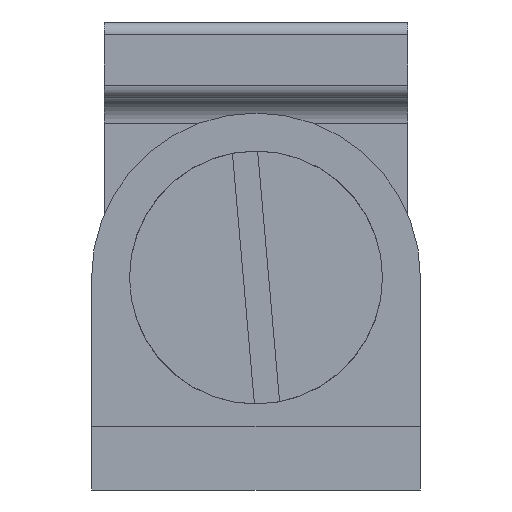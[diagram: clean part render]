
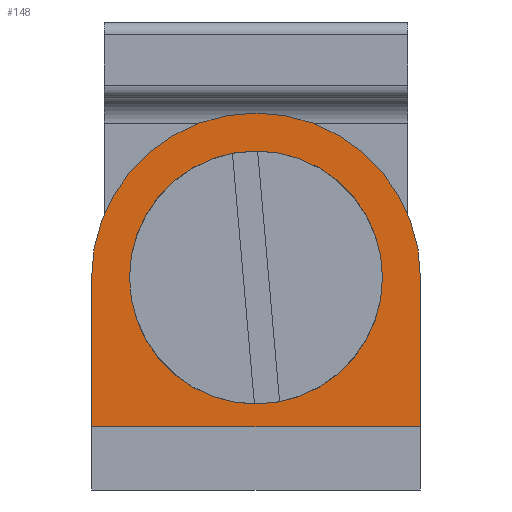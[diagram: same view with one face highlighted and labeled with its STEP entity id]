
A CAD part, front view. The second image highlights one B-rep face of the part: STEP entity #148.
In plain terms, the highlighted planar face has unit normal (0, -1, 0).
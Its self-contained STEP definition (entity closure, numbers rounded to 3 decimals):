
#148 = ADVANCED_FACE( '', ( #322, #323 ), #324, .F. );
#322 = FACE_BOUND( '', #542, .T. );
#323 = FACE_OUTER_BOUND( '', #543, .T. );
#324 = PLANE( '', #544 );
#542 = EDGE_LOOP( '', ( #803 ) );
#543 = EDGE_LOOP( '', ( #804, #805, #806, #807 ) );
#544 = AXIS2_PLACEMENT_3D( '', #808, #809, #810 );
#803 = ORIENTED_EDGE( '', *, *, #1286, .F. );
#804 = ORIENTED_EDGE( '', *, *, #1287, .F. );
#805 = ORIENTED_EDGE( '', *, *, #1288, .T. );
#806 = ORIENTED_EDGE( '', *, *, #1235, .T. );
#807 = ORIENTED_EDGE( '', *, *, #1289, .F. );
#808 = CARTESIAN_POINT( '', ( 6.5, 10.7, 14.9 ) );
#809 = DIRECTION( '', ( 0., 1., 0. ) );
#810 = DIRECTION( '', ( 0., 0., 1. ) );
#1235 = EDGE_CURVE( '', #1440, #1441, #1442, .T. );
#1286 = EDGE_CURVE( '', #1529, #1529, #1530, .T. );
#1287 = EDGE_CURVE( '', #1531, #1532, #1533, .T. );
#1288 = EDGE_CURVE( '', #1531, #1440, #1534, .F. );
#1289 = EDGE_CURVE( '', #1532, #1441, #1535, .T. );
#1440 = VERTEX_POINT( '', #1740 );
#1441 = VERTEX_POINT( '', #1741 );
#1442 = LINE( '', #1742, #1743 );
#1529 = VERTEX_POINT( '', #1856 );
#1530 = CIRCLE( '', #1857, 5. );
#1531 = VERTEX_POINT( '', #1858 );
#1532 = VERTEX_POINT( '', #1859 );
#1533 = LINE( '', #1860, #1861 );
#1534 = CIRCLE( '', #1862, 6.5 );
#1535 = LINE( '', #1863, #1864 );
#1740 = CARTESIAN_POINT( '', ( -6.5, 10.7, 8.4 ) );
#1741 = CARTESIAN_POINT( '', ( -6.5, 10.7, 2.5 ) );
#1742 = CARTESIAN_POINT( '', ( -6.5, 10.7, 14.9 ) );
#1743 = VECTOR( '', #2113, 1000. );
#1856 = CARTESIAN_POINT( '', ( 0., 10.7, 3.4 ) );
#1857 = AXIS2_PLACEMENT_3D( '', #2182, #2183, #2184 );
#1858 = CARTESIAN_POINT( '', ( 6.5, 10.7, 8.4 ) );
#1859 = CARTESIAN_POINT( '', ( 6.5, 10.7, 2.5 ) );
#1860 = CARTESIAN_POINT( '', ( 6.5, 10.7, 14.9 ) );
#1861 = VECTOR( '', #2185, 1000. );
#1862 = AXIS2_PLACEMENT_3D( '', #2186, #2187, #2188 );
#1863 = CARTESIAN_POINT( '', ( 6.5, 10.7, 2.5 ) );
#1864 = VECTOR( '', #2189, 1000. );
#2113 = DIRECTION( '', ( 0., 0., -1. ) );
#2182 = CARTESIAN_POINT( '', ( 0., 10.7, 8.4 ) );
#2183 = DIRECTION( '', ( 0., -1., 0. ) );
#2184 = DIRECTION( '', ( 0., 0., -1. ) );
#2185 = DIRECTION( '', ( 0., 0., -1. ) );
#2186 = CARTESIAN_POINT( '', ( 0., 10.7, 8.4 ) );
#2187 = DIRECTION( '', ( 0., 1., 0. ) );
#2188 = DIRECTION( '', ( 0., 0., 1. ) );
#2189 = DIRECTION( '', ( -1., 0., 0. ) );
